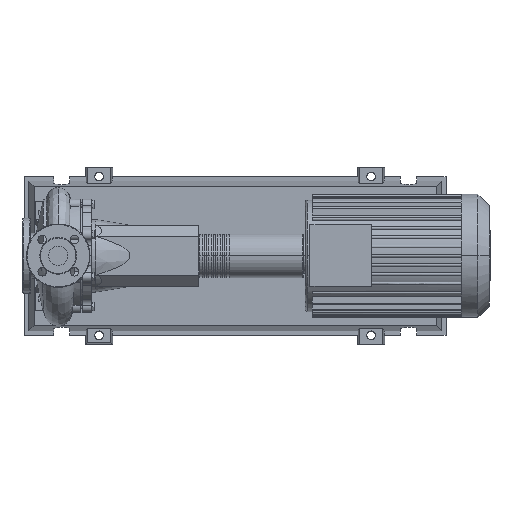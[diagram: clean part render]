
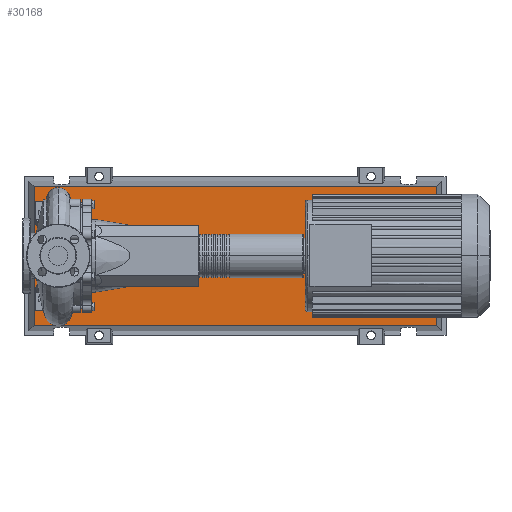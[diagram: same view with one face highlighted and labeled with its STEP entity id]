
A CAD part, top view. The second image highlights one B-rep face of the part: STEP entity #30168.
In plain terms, the highlighted planar face has unit normal (0, 0, 1).
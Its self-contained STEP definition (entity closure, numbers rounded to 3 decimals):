
#29849=CARTESIAN_POINT('',(833.292,-153.292,83.0));
#29850=VERTEX_POINT('',#29849);
#29857=CARTESIAN_POINT('',(-53.292,-153.292,83.0));
#29858=VERTEX_POINT('',#29857);
#29859=CARTESIAN_POINT('',(833.292,-153.292,83.0));
#29860=DIRECTION('',(-1.0,0.0,0.0));
#29861=VECTOR('',#29860,886.584);
#29862=LINE('',#29859,#29861);
#29863=EDGE_CURVE('',#29850,#29858,#29862,.T.);
#30081=CARTESIAN_POINT('',(833.292,153.292,83.0));
#30082=VERTEX_POINT('',#30081);
#30083=CARTESIAN_POINT('',(833.292,153.292,83.0));
#30084=DIRECTION('',(0.0,-1.0,0.0));
#30085=VECTOR('',#30084,306.584);
#30086=LINE('',#30083,#30085);
#30087=EDGE_CURVE('',#30082,#29850,#30086,.T.);
#30105=CARTESIAN_POINT('',(-53.292,153.292,83.0));
#30106=VERTEX_POINT('',#30105);
#30107=CARTESIAN_POINT('',(-53.292,-153.292,83.0));
#30108=DIRECTION('',(0.0,1.0,0.0));
#30109=VECTOR('',#30108,306.584);
#30110=LINE('',#30107,#30109);
#30111=EDGE_CURVE('',#29858,#30106,#30110,.T.);
#30144=CARTESIAN_POINT('',(-53.292,153.292,83.0));
#30145=DIRECTION('',(1.0,0.0,0.0));
#30146=VECTOR('',#30145,886.584);
#30147=LINE('',#30144,#30146);
#30148=EDGE_CURVE('',#30106,#30082,#30147,.T.);
#30157=CARTESIAN_POINT('',(390.,0.,83.0));
#30158=DIRECTION('',(0.0,0.0,1.0));
#30159=DIRECTION('',(1.0,0.0,0.0));
#30160=AXIS2_PLACEMENT_3D('',#30157,#30158,#30159);
#30161=PLANE('',#30160);
#30162=ORIENTED_EDGE('',*,*,#30087,.F.);
#30163=ORIENTED_EDGE('',*,*,#30148,.F.);
#30164=ORIENTED_EDGE('',*,*,#30111,.F.);
#30165=ORIENTED_EDGE('',*,*,#29863,.F.);
#30166=EDGE_LOOP('',(#30162,#30163,#30164,#30165));
#30167=FACE_OUTER_BOUND('',#30166,.T.);
#30168=ADVANCED_FACE('',(#30167),#30161,.T.);
